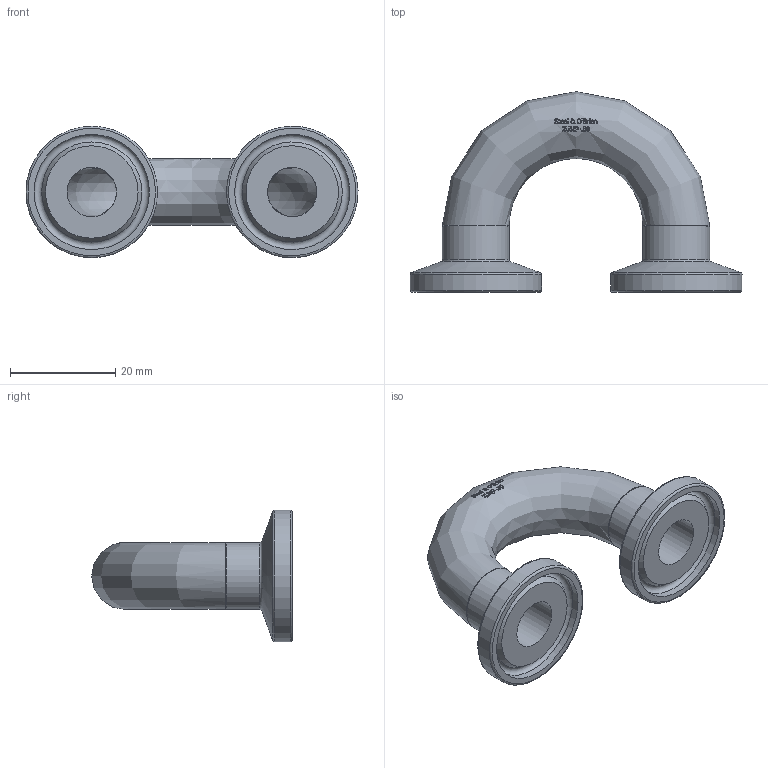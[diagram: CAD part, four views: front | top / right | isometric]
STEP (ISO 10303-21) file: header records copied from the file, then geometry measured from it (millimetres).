
FILE_DESCRIPTION(/* description */ (''),/* implementation_level */ '2;1');
FILE_NAME(/* name */ '2UMP-.50.stp',/* time_stamp */ '2019-06-19T13:34:08-04:00',/* author */ ('rick'),/* organization */ (''),/* preprocessor_version */ 'ST-DEVELOPER v15.2',/* originating_system */ 'Autodesk Inventor 2014',/* authorisation */ '');
FILE_SCHEMA (('AUTOMOTIVE_DESIGN { 1 0 10303 214 3 1 1 }'));
Length unit declared in the file: inch
Products named in the file (1): 2UMP-.50
Bounding box: 63.09 x 38.1 x 24.99 mm (x, y, z)
Volume: 7493.5 mm3; surface area: 7917.2 mm2
Topology: 1 solids, 1 shells, 365 faces, 957 edges, 632 vertices
Faces by surface type: bspline 205, plane 136, torus 12, cylinder 8, cone 4
Full cylindrical faces by diameter (mm): 9.398 x2, 12.7 x2, 21.895 x2, 24.994 x2
Entity records: 16096 total; most frequent: CARTESIAN_POINT 8930, ORIENTED_EDGE 1866, EDGE_CURVE 933, DIRECTION 693, VERTEX_POINT 632, B_SPLINE_CURVE_WITH_KNOTS 598, EDGE_LOOP 429, ADVANCED_FACE 365
